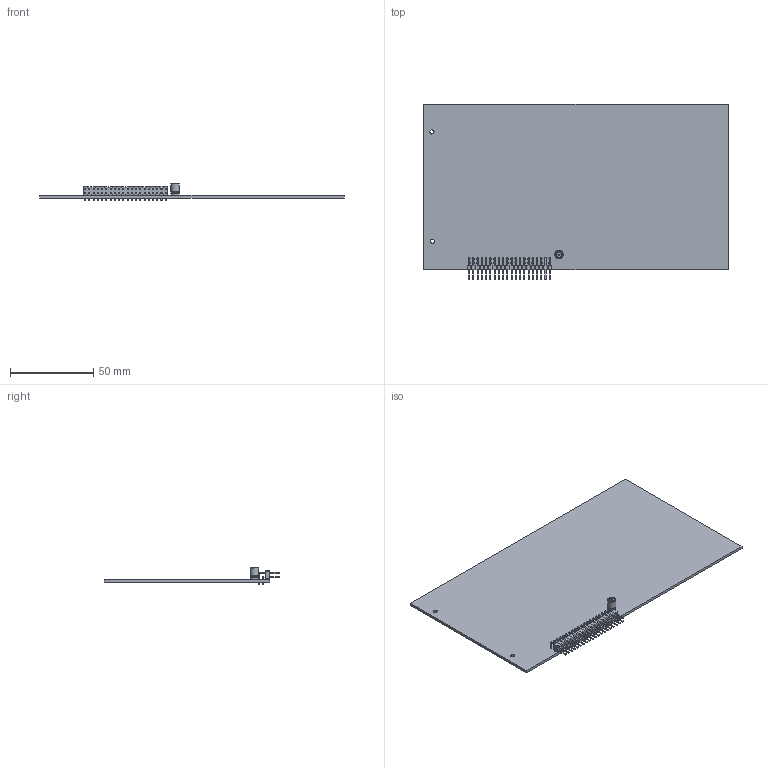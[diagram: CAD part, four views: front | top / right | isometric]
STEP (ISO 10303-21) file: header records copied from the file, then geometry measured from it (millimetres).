
FILE_DESCRIPTION(('KiCad electronic assembly'),'2;1');
FILE_NAME('expansion_skeleton.step','2023-05-07T10:45:28',('Pcbnew'),( 'Kicad'),'Open CASCADE STEP processor 7.6','KiCad to STEP converter' ,'Unknown');
FILE_SCHEMA(('AUTOMOTIVE_DESIGN { 1 0 10303 214 1 1 1 1 }'));
Length unit declared in the file: millimetre
Products named in the file (6): expansion_skeleton 1; C_Radial_D5.0mm_H7.0mm_P2.00mm; SOLID; PinHeader_2x20_P2.54mm_Horizontal; PCB
Assembly tree (5 placements, depth 3):
  expansion_skeleton 1
    C_Radial_D5.0mm_H7.0mm_P2.00mm
      SOLID
    PinHeader_2x20_P2.54mm_Horizontal
      SOLID
    PCB
Bounding box: 182.37 x 105.04 x 10 mm (x, y, z)
Volume: 29849.2 mm3; surface area: 39600.9 mm2
Topology: 3 solids, 4 shells, 1046 faces, 2538 edges, 1584 vertices
Faces by surface type: plane 950, cylinder 91, revolution 2, bspline 2, torus 1
Full cylindrical faces by diameter (mm): 0.4 x2, 0.6 x2, 1 x40, 2.5 x2, 3.5 x3, 5 x2
Entity records: 70436 total; most frequent: CARTESIAN_POINT 11050, DIRECTION 9807, LINE 7219, VECTOR 7219, ORIENTED_EDGE 5076, PCURVE 5076, DEFINITIONAL_REPRESENTATION 5076, EDGE_CURVE 2538
